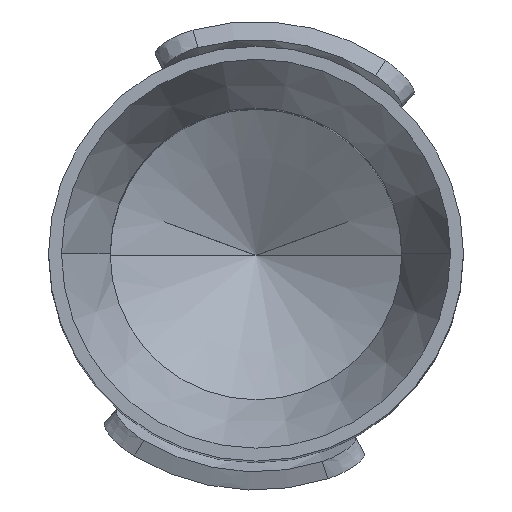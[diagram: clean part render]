
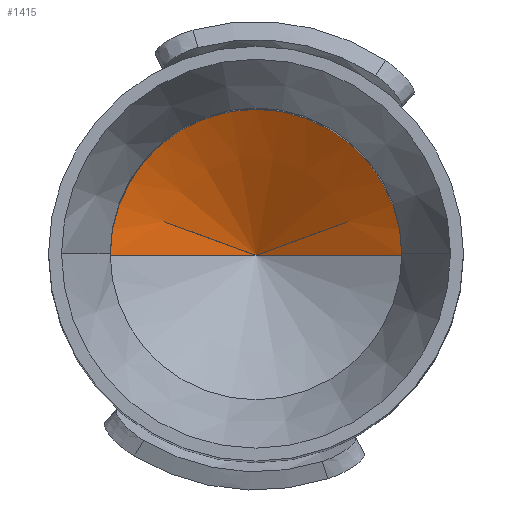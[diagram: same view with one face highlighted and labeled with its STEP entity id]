
A CAD part, top view. The second image highlights one B-rep face of the part: STEP entity #1415.
In plain terms, the highlighted conical face has half-angle 60 degrees and reference radius 0.578 mm.
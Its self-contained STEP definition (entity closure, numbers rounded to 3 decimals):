
#11=DIRECTION('',(-0.866,0.,0.5));
#12=VECTOR('',#11,1.299);
#13=CARTESIAN_POINT('',(0.,0.,5.184));
#14=LINE('',#13,#12);
#15=DIRECTION('',(0.866,0.,0.5));
#16=VECTOR('',#15,1.299);
#17=CARTESIAN_POINT('',(0.,0.,5.184));
#18=LINE('',#17,#16);
#19=CARTESIAN_POINT('',(0.,0.,5.834));
#20=DIRECTION('',(0.,0.,1.));
#21=DIRECTION('',(1.,0.,0.));
#22=AXIS2_PLACEMENT_3D('',#19,#20,#21);
#1365=CARTESIAN_POINT('',(1.125,0.,5.834));
#1366=CARTESIAN_POINT('',(-1.125,0.,5.834));
#1367=VERTEX_POINT('',#1365);
#1368=VERTEX_POINT('',#1366);
#1369=CARTESIAN_POINT('',(0.,0.,5.184));
#1370=VERTEX_POINT('',#1369);
#1404=CARTESIAN_POINT('',(0.,0.,5.518));
#1405=DIRECTION('',(0.,0.,1.));
#1406=DIRECTION('',(-1.,0.,0.));
#1407=AXIS2_PLACEMENT_3D('',#1404,#1405,#1406);
#1408=CONICAL_SURFACE('',#1407,0.578,60.);
#1410=ORIENTED_EDGE('',*,*,#1409,.F.);
#1411=ORIENTED_EDGE('',*,*,#1399,.F.);
#1412=ORIENTED_EDGE('',*,*,#1397,.T.);
#1413=EDGE_LOOP('',(#1410,#1411,#1412));
#1414=FACE_OUTER_BOUND('',#1413,.F.);
#1415=ADVANCED_FACE('',(#1414),#1408,.F.);
#23=CIRCLE('',#22,1.125);
#1397=EDGE_CURVE('',#1370,#1368,#14,.T.);
#1399=EDGE_CURVE('',#1370,#1367,#18,.T.);
#1409=EDGE_CURVE('',#1367,#1368,#23,.T.);
